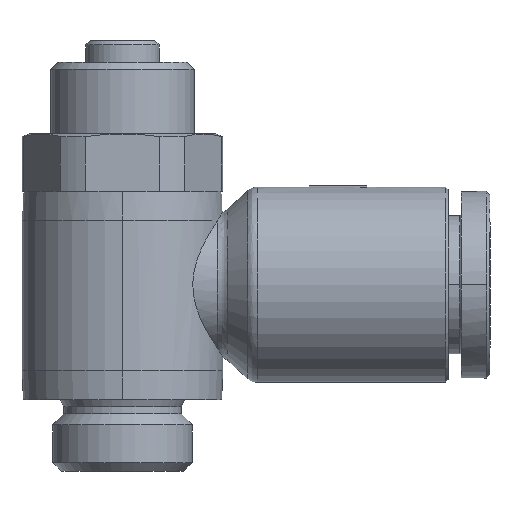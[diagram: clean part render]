
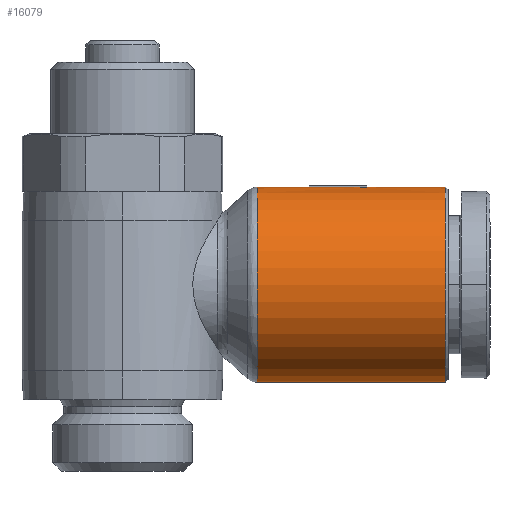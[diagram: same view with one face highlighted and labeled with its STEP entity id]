
A CAD part, front view. The second image highlights one B-rep face of the part: STEP entity #16079.
In plain terms, the highlighted cylindrical face has radius 6.8 mm (diameter 13.6 mm), a partial arc.
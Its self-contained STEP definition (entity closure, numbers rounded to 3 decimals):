
#13 = CARTESIAN_POINT ( 'NONE',  ( -7.384, 0., 0. ) ) ;
#18 = EDGE_CURVE ( 'NONE', #2749, #1182, #5525, .T. ) ;
#21 = ORIENTED_EDGE ( 'NONE', *, *, #2934, .T. ) ;
#176 = DIRECTION ( 'NONE',  ( -1., 0., 0. ) ) ;
#278 = DIRECTION ( 'NONE',  ( 1., 0., 0. ) ) ;
#623 = ORIENTED_EDGE ( 'NONE', *, *, #2041, .T. ) ;
#890 = FACE_OUTER_BOUND ( 'NONE', #4821, .T. ) ;
#1123 = VECTOR ( 'NONE', #16454, 1000. ) ;
#1182 = VERTEX_POINT ( 'NONE', #1191 ) ;
#1191 = CARTESIAN_POINT ( 'NONE',  ( -20.5, 0., 6.8 ) ) ;
#1471 = DIRECTION ( 'NONE',  ( -1., 0., 0. ) ) ;
#1864 = CYLINDRICAL_SURFACE ( 'NONE', #15104, 6.8 ) ;
#1979 = CARTESIAN_POINT ( 'NONE',  ( -15., 0., 6.8 ) ) ;
#2041 = EDGE_CURVE ( 'NONE', #10646, #13099, #3628, .T. ) ;
#2474 = CARTESIAN_POINT ( 'NONE',  ( -7.384, 0., 6.8 ) ) ;
#2652 = ORIENTED_EDGE ( 'NONE', *, *, #8060, .T. ) ;
#2749 = VERTEX_POINT ( 'NONE', #12121 ) ;
#2934 = EDGE_CURVE ( 'NONE', #16504, #10646, #8451, .T. ) ;
#3628 = CIRCLE ( 'NONE', #14345, 6.8 ) ;
#3928 = CARTESIAN_POINT ( 'NONE',  ( -11., 0., 6.8 ) ) ;
#3981 = CARTESIAN_POINT ( 'NONE',  ( -15., 0., 0. ) ) ;
#4039 = EDGE_CURVE ( 'NONE', #2749, #13099, #11206, .T. ) ;
#4168 = AXIS2_PLACEMENT_3D ( 'NONE', #10197, #10252, #6319 ) ;
#4441 = DIRECTION ( 'NONE',  ( 0., 0., -1. ) ) ;
#4613 = EDGE_CURVE ( 'NONE', #13068, #9385, #14191, .T. ) ;
#4821 = EDGE_LOOP ( 'NONE', ( #9294, #15287, #5215, #6844, #2652, #21, #623, #11303 ) ) ;
#4940 = DIRECTION ( 'NONE',  ( 1., 0., 0. ) ) ;
#4998 = VECTOR ( 'NONE', #4940, 1000. ) ;
#5213 = DIRECTION ( 'NONE',  ( 0., 0., -1. ) ) ;
#5215 = ORIENTED_EDGE ( 'NONE', *, *, #16517, .T. ) ;
#5525 = CIRCLE ( 'NONE', #15282, 6.8 ) ;
#5757 = DIRECTION ( 'NONE',  ( 1., 0., 0. ) ) ;
#6319 = DIRECTION ( 'NONE',  ( 0., 0., -1. ) ) ;
#6844 = ORIENTED_EDGE ( 'NONE', *, *, #4613, .T. ) ;
#7023 = DIRECTION ( 'NONE',  ( 1., 0., 0. ) ) ;
#7118 = DIRECTION ( 'NONE',  ( 0., 0., -1. ) ) ;
#7371 = VECTOR ( 'NONE', #12368, 1000. ) ;
#8060 = EDGE_CURVE ( 'NONE', #9385, #16504, #15536, .T. ) ;
#8371 = CARTESIAN_POINT ( 'NONE',  ( -11., 0.5, 6.782 ) ) ;
#8395 = VECTOR ( 'NONE', #278, 1000. ) ;
#8451 = LINE ( 'NONE', #14016, #4998 ) ;
#9294 = ORIENTED_EDGE ( 'NONE', *, *, #18, .T. ) ;
#9385 = VERTEX_POINT ( 'NONE', #8371 ) ;
#9622 = CARTESIAN_POINT ( 'NONE',  ( -13., 0.5, 6.782 ) ) ;
#10197 = CARTESIAN_POINT ( 'NONE',  ( -11., 0., 0. ) ) ;
#10252 = DIRECTION ( 'NONE',  ( 1., 0., 0. ) ) ;
#10316 = DIRECTION ( 'NONE',  ( 0., 0., -1. ) ) ;
#10646 = VERTEX_POINT ( 'NONE', #2474 ) ;
#11121 = AXIS2_PLACEMENT_3D ( 'NONE', #3981, #1471, #5213 ) ;
#11206 = LINE ( 'NONE', #14521, #8395 ) ;
#11303 = ORIENTED_EDGE ( 'NONE', *, *, #4039, .F. ) ;
#11606 = EDGE_CURVE ( 'NONE', #1182, #12277, #12765, .T. ) ;
#11641 = CARTESIAN_POINT ( 'NONE',  ( -7.384, 0., -6.8 ) ) ;
#12121 = CARTESIAN_POINT ( 'NONE',  ( -20.5, 0., -6.8 ) ) ;
#12145 = CARTESIAN_POINT ( 'NONE',  ( -20.5, 0., 0. ) ) ;
#12171 = CARTESIAN_POINT ( 'NONE',  ( -13., 0., 0. ) ) ;
#12277 = VERTEX_POINT ( 'NONE', #1979 ) ;
#12368 = DIRECTION ( 'NONE',  ( 1., 0., 0. ) ) ;
#12469 = CARTESIAN_POINT ( 'NONE',  ( -13., 0., 6.8 ) ) ;
#12765 = LINE ( 'NONE', #12469, #1123 ) ;
#13068 = VERTEX_POINT ( 'NONE', #15114 ) ;
#13099 = VERTEX_POINT ( 'NONE', #11641 ) ;
#13311 = CIRCLE ( 'NONE', #11121, 6.8 ) ;
#14016 = CARTESIAN_POINT ( 'NONE',  ( -13., 0., 6.8 ) ) ;
#14191 = LINE ( 'NONE', #9622, #7371 ) ;
#14345 = AXIS2_PLACEMENT_3D ( 'NONE', #13, #176, #10316 ) ;
#14521 = CARTESIAN_POINT ( 'NONE',  ( -13., 0., -6.8 ) ) ;
#15104 = AXIS2_PLACEMENT_3D ( 'NONE', #12171, #5757, #7118 ) ;
#15114 = CARTESIAN_POINT ( 'NONE',  ( -15., 0.5, 6.782 ) ) ;
#15282 = AXIS2_PLACEMENT_3D ( 'NONE', #12145, #7023, #4441 ) ;
#15287 = ORIENTED_EDGE ( 'NONE', *, *, #11606, .T. ) ;
#15536 = CIRCLE ( 'NONE', #4168, 6.8 ) ;
#16079 = ADVANCED_FACE ( 'NONE', ( #890 ), #1864, .T. ) ;
#16454 = DIRECTION ( 'NONE',  ( 1., 0., 0. ) ) ;
#16504 = VERTEX_POINT ( 'NONE', #3928 ) ;
#16517 = EDGE_CURVE ( 'NONE', #12277, #13068, #13311, .T. ) ;
